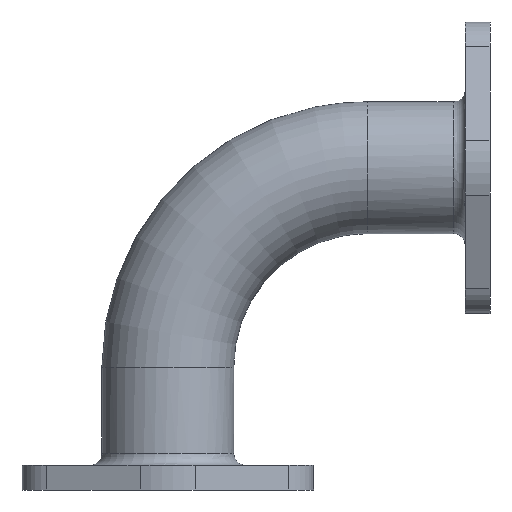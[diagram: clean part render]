
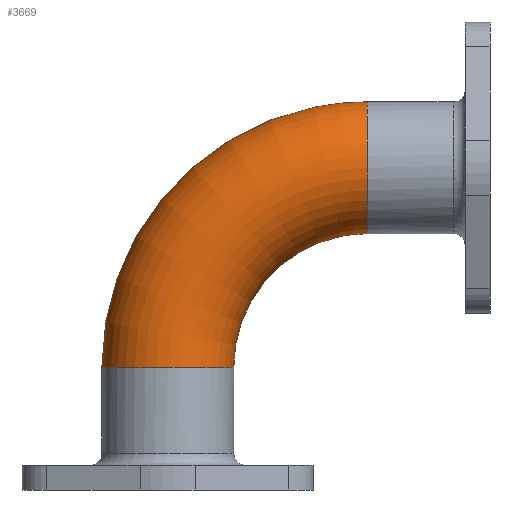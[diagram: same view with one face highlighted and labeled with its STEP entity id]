
A CAD part, left-side view. The second image highlights one B-rep face of the part: STEP entity #3669.
In plain terms, the highlighted toroidal (fillet/blend) face has major radius 65 mm and minor radius 21.5 mm.
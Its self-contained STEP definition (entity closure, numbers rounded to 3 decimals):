
#45 = CYLINDRICAL_SURFACE('',#46,21.5);
#46 = AXIS2_PLACEMENT_3D('',#47,#48,#49);
#47 = CARTESIAN_POINT('',(0.,-105.,105.));
#48 = DIRECTION('',(0.,-1.,0.));
#49 = DIRECTION('',(-1.,0.,0.));
#1066 = EDGE_CURVE('',#1067,#1067,#1069,.T.);
#1067 = VERTEX_POINT('',#1068);
#1068 = CARTESIAN_POINT('',(21.5,-65.,105.));
#1069 = SURFACE_CURVE('',#1070,(#1075,#1082),.PCURVE_S1.);
#1070 = CIRCLE('',#1071,21.5);
#1071 = AXIS2_PLACEMENT_3D('',#1072,#1073,#1074);
#1072 = CARTESIAN_POINT('',(0.,-65.,105.));
#1073 = DIRECTION('',(0.,1.,0.));
#1074 = DIRECTION('',(-1.,0.,0.));
#1075 = PCURVE('',#45,#1076);
#1076 = DEFINITIONAL_REPRESENTATION('',(#1077),#1081);
#1077 = LINE('',#1078,#1079);
#1078 = CARTESIAN_POINT('',(12.566,-40.));
#1079 = VECTOR('',#1080,1.);
#1080 = DIRECTION('',(-1.,0.));
#1081 = ( GEOMETRIC_REPRESENTATION_CONTEXT(2) 
PARAMETRIC_REPRESENTATION_CONTEXT() REPRESENTATION_CONTEXT('2D SPACE',''
  ) );
#1082 = PCURVE('',#1083,#1088);
#1083 = TOROIDAL_SURFACE('',#1084,65.,21.5);
#1084 = AXIS2_PLACEMENT_3D('',#1085,#1086,#1087);
#1085 = CARTESIAN_POINT('',(0.,-65.,40.));
#1086 = DIRECTION('',(1.,0.,0.));
#1087 = DIRECTION('',(0.,0.,-1.));
#1088 = DEFINITIONAL_REPRESENTATION('',(#1089),#1093);
#1089 = LINE('',#1090,#1091);
#1090 = CARTESIAN_POINT('',(3.142,-1.571));
#1091 = VECTOR('',#1092,1.);
#1092 = DIRECTION('',(0.,1.));
#1093 = ( GEOMETRIC_REPRESENTATION_CONTEXT(2) 
PARAMETRIC_REPRESENTATION_CONTEXT() REPRESENTATION_CONTEXT('2D SPACE',''
  ) );
#2771 = CYLINDRICAL_SURFACE('',#2772,21.5);
#2772 = AXIS2_PLACEMENT_3D('',#2773,#2774,#2775);
#2773 = CARTESIAN_POINT('',(0.,0.,0.));
#2774 = DIRECTION('',(0.,0.,1.));
#2775 = DIRECTION('',(-1.,0.,0.));
#3545 = EDGE_CURVE('',#3546,#3546,#3548,.T.);
#3546 = VERTEX_POINT('',#3547);
#3547 = CARTESIAN_POINT('',(21.5,0.,40.));
#3548 = SURFACE_CURVE('',#3549,(#3554,#3561),.PCURVE_S1.);
#3549 = CIRCLE('',#3550,21.5);
#3550 = AXIS2_PLACEMENT_3D('',#3551,#3552,#3553);
#3551 = CARTESIAN_POINT('',(0.,0.,40.));
#3552 = DIRECTION('',(0.,0.,-1.));
#3553 = DIRECTION('',(-1.,0.,0.));
#3554 = PCURVE('',#2771,#3555);
#3555 = DEFINITIONAL_REPRESENTATION('',(#3556),#3560);
#3556 = LINE('',#3557,#3558);
#3557 = CARTESIAN_POINT('',(12.566,40.));
#3558 = VECTOR('',#3559,1.);
#3559 = DIRECTION('',(-1.,0.));
#3560 = ( GEOMETRIC_REPRESENTATION_CONTEXT(2) 
PARAMETRIC_REPRESENTATION_CONTEXT() REPRESENTATION_CONTEXT('2D SPACE',''
  ) );
#3561 = PCURVE('',#1083,#3562);
#3562 = DEFINITIONAL_REPRESENTATION('',(#3563),#3567);
#3563 = LINE('',#3564,#3565);
#3564 = CARTESIAN_POINT('',(1.571,-1.571));
#3565 = VECTOR('',#3566,1.);
#3566 = DIRECTION('',(0.,1.));
#3567 = ( GEOMETRIC_REPRESENTATION_CONTEXT(2) 
PARAMETRIC_REPRESENTATION_CONTEXT() REPRESENTATION_CONTEXT('2D SPACE',''
  ) );
#3669 = ADVANCED_FACE('',(#3670),#1083,.T.);
#3670 = FACE_BOUND('',#3671,.T.);
#3671 = EDGE_LOOP('',(#3672,#3673,#3699,#3700));
#3672 = ORIENTED_EDGE('',*,*,#1066,.T.);
#3673 = ORIENTED_EDGE('',*,*,#3674,.F.);
#3674 = EDGE_CURVE('',#3546,#1067,#3675,.T.);
#3675 = SEAM_CURVE('',#3676,(#3685,#3692),.PCURVE_S1.);
#3676 = B_SPLINE_CURVE_WITH_KNOTS('',7,(#3677,#3678,#3679,#3680,#3681,
    #3682,#3683,#3684),.UNSPECIFIED.,.F.,.F.,(8,8),(1.571,
    3.142),.PIECEWISE_BEZIER_KNOTS.);
#3677 = CARTESIAN_POINT('',(21.5,0.,40.));
#3678 = CARTESIAN_POINT('',(21.5,0.,54.586));
#3679 = CARTESIAN_POINT('',(21.5,-3.819,69.172));
#3680 = CARTESIAN_POINT('',(21.5,-11.455,
    82.559));
#3681 = CARTESIAN_POINT('',(21.5,-22.441,
    93.545));
#3682 = CARTESIAN_POINT('',(21.5,-35.828,101.181));
#3683 = CARTESIAN_POINT('',(21.5,-50.414,105.));
#3684 = CARTESIAN_POINT('',(21.5,-65.,105.));
#3685 = PCURVE('',#1083,#3686);
#3686 = DEFINITIONAL_REPRESENTATION('',(#3687),#3691);
#3687 = LINE('',#3688,#3689);
#3688 = CARTESIAN_POINT('',(0.,7.854));
#3689 = VECTOR('',#3690,1.);
#3690 = DIRECTION('',(1.,0.));
#3691 = ( GEOMETRIC_REPRESENTATION_CONTEXT(2) 
PARAMETRIC_REPRESENTATION_CONTEXT() REPRESENTATION_CONTEXT('2D SPACE',''
  ) );
#3692 = PCURVE('',#1083,#3693);
#3693 = DEFINITIONAL_REPRESENTATION('',(#3694),#3698);
#3694 = LINE('',#3695,#3696);
#3695 = CARTESIAN_POINT('',(0.,1.571));
#3696 = VECTOR('',#3697,1.);
#3697 = DIRECTION('',(1.,0.));
#3698 = ( GEOMETRIC_REPRESENTATION_CONTEXT(2) 
PARAMETRIC_REPRESENTATION_CONTEXT() REPRESENTATION_CONTEXT('2D SPACE',''
  ) );
#3699 = ORIENTED_EDGE('',*,*,#3545,.F.);
#3700 = ORIENTED_EDGE('',*,*,#3674,.T.);
